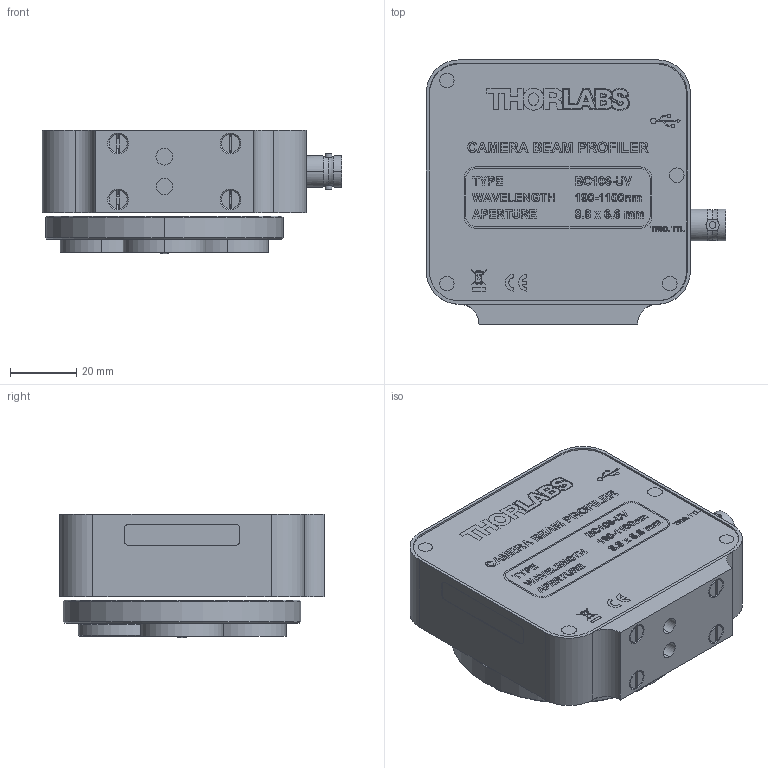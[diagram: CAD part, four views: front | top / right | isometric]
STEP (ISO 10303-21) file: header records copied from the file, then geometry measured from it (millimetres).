
FILE_DESCRIPTION (( 'STEP AP203' ), '1' );
FILE_NAME ('18190-E0W.STEP', '2012-11-20T09:19:27', ( '' ), ( '' ), 'SwSTEP 2.0', 'SolidWorks 2012', '' );
FILE_SCHEMA (( 'CONFIG_CONTROL_DESIGN' ));
Products named in the file (1): 18190-E0W
Bounding box: 90.72 x 80 x 37.4 mm (x, y, z)
Surface area: 35741.3 mm2 (no closed solid volume)
Topology: 0 solids, 190 shells, 425 faces, 4336 edges, 4096 vertices
Faces by surface type: plane 279, cylinder 115, cone 23, torus 6, sphere 2
Entity records: 51159 total; most frequent: CARTESIAN_POINT 22740, ORIENTED_EDGE 4824, DIRECTION 4617, EDGE_CURVE 4336, VERTEX_POINT 4096, LINE 2975, VECTOR 2975, B_SPLINE_CURVE_WITH_KNOTS 966
